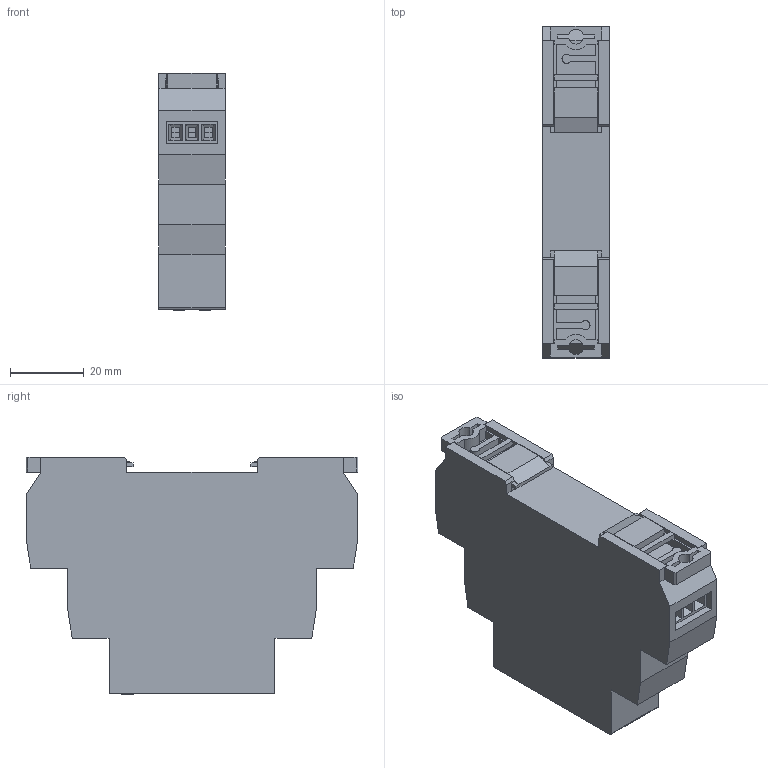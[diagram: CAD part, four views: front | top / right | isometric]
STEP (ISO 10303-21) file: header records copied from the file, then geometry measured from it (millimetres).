
FILE_DESCRIPTION (( 'STEP AP203' ), '1' );
FILE_NAME ('ORT-S1-ACDC12-240V Ðåëå öèêëè÷åñêîå ORT. 1 êîíò. 12-240 Â AC_DC IEK.STEP', '2017-12-25T09:01:11', ( '' ), ( '' ), 'SwSTEP 2.0', 'SolidWorks 2014', '' );
FILE_SCHEMA (( 'CONFIG_CONTROL_DESIGN' ));
Length unit declared in the file: millimetre
Products named in the file (1): ORT-S1-ACDC12-240V Ðåëå öèêëè÷åñêîå ORT. 1 êîíò. 12-240 Â AC_DC IEK
Bounding box: 18 x 90 x 64.3 mm (x, y, z)
Volume: 78030.9 mm3; surface area: 17600.5 mm2
Topology: 1 solids, 1 shells, 601 faces, 1617 edges, 1061 vertices
Faces by surface type: plane 496, bspline 73, cylinder 32
Full cylindrical faces by diameter (mm): 3.095 x2, 3.3 x6, 3.5 x6, 5 x4
Entity records: 22167 total; most frequent: CARTESIAN_POINT 7569, ORIENTED_EDGE 3176, DIRECTION 2586, EDGE_CURVE 1588, VECTOR 1356, LINE 1356, VERTEX_POINT 1050, EDGE_LOOP 678
